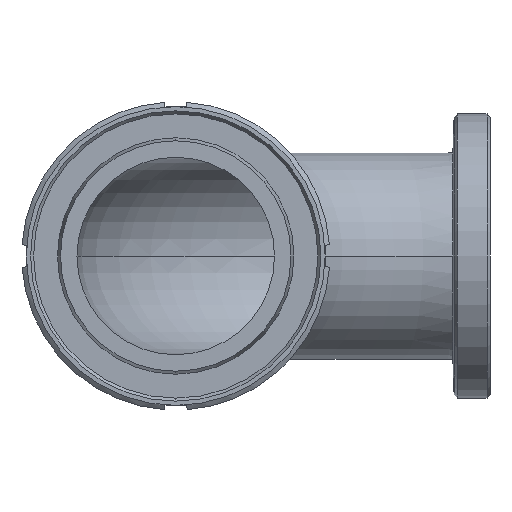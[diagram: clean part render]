
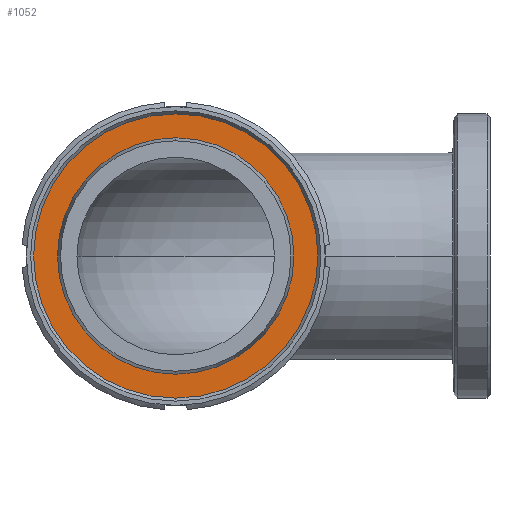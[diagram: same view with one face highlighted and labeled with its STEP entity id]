
A CAD part, front view. The second image highlights one B-rep face of the part: STEP entity #1052.
In plain terms, the highlighted planar face has unit normal (0, -1, 0).
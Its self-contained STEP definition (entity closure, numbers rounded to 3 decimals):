
#24 = DIRECTION ( 'NONE',  ( 0., -1., 0. ) ) ;
#41 = CARTESIAN_POINT ( 'NONE',  ( 0., 4.01, -48.5 ) ) ;
#43 = VERTEX_POINT ( 'NONE', #946 ) ;
#88 = AXIS2_PLACEMENT_3D ( 'NONE', #1720, #470, #1751 ) ;
#141 = VERTEX_POINT ( 'NONE', #1733 ) ;
#230 = FACE_BOUND ( 'NONE', #675, .T. ) ;
#243 = ORIENTED_EDGE ( 'NONE', *, *, #2012, .T. ) ;
#286 = ORIENTED_EDGE ( 'NONE', *, *, #2177, .F. ) ;
#306 = CARTESIAN_POINT ( 'NONE',  ( 0., 4.01, 34.52 ) ) ;
#384 = VERTEX_POINT ( 'NONE', #306 ) ;
#410 = CIRCLE ( 'NONE', #1413, 34.52 ) ;
#413 = CIRCLE ( 'NONE', #760, 48.5 ) ;
#427 = DIRECTION ( 'NONE',  ( 0., 0., 1. ) ) ;
#431 = DIRECTION ( 'NONE',  ( 0., 0., -1. ) ) ;
#470 = DIRECTION ( 'NONE',  ( 0., 1., 0. ) ) ;
#491 = ORIENTED_EDGE ( 'NONE', *, *, #1609, .F. ) ;
#582 = EDGE_LOOP ( 'NONE', ( #286, #491 ) ) ;
#604 = CARTESIAN_POINT ( 'NONE',  ( 0., 4.01, 0. ) ) ;
#622 = ORIENTED_EDGE ( 'NONE', *, *, #2395, .T. ) ;
#644 = CIRCLE ( 'NONE', #1878, 34.52 ) ;
#675 = EDGE_LOOP ( 'NONE', ( #622, #243 ) ) ;
#760 = AXIS2_PLACEMENT_3D ( 'NONE', #604, #1340, #427 ) ;
#774 = DIRECTION ( 'NONE',  ( 0., 1., 0. ) ) ;
#790 = PLANE ( 'NONE',  #1946 ) ;
#946 = CARTESIAN_POINT ( 'NONE',  ( 0., 4.01, -34.52 ) ) ;
#1052 = ADVANCED_FACE ( 'NONE', ( #230, #1673 ), #790, .T. ) ;
#1180 = DIRECTION ( 'NONE',  ( 0., 0., 1. ) ) ;
#1309 = DIRECTION ( 'NONE',  ( 0., 0., 1. ) ) ;
#1340 = DIRECTION ( 'NONE',  ( 0., 1., 0. ) ) ;
#1413 = AXIS2_PLACEMENT_3D ( 'NONE', #1695, #774, #1309 ) ;
#1532 = VERTEX_POINT ( 'NONE', #41 ) ;
#1609 = EDGE_CURVE ( 'NONE', #1532, #141, #1833, .T. ) ;
#1673 = FACE_OUTER_BOUND ( 'NONE', #582, .T. ) ;
#1695 = CARTESIAN_POINT ( 'NONE',  ( 0., 4.01, 0. ) ) ;
#1720 = CARTESIAN_POINT ( 'NONE',  ( 0., 4.01, 0. ) ) ;
#1733 = CARTESIAN_POINT ( 'NONE',  ( 0., 4.01, 48.5 ) ) ;
#1751 = DIRECTION ( 'NONE',  ( 0., 0., 1. ) ) ;
#1833 = CIRCLE ( 'NONE', #88, 48.5 ) ;
#1878 = AXIS2_PLACEMENT_3D ( 'NONE', #2080, #2102, #1180 ) ;
#1880 = CARTESIAN_POINT ( 'NONE',  ( -34.52, 4.01, 0. ) ) ;
#1946 = AXIS2_PLACEMENT_3D ( 'NONE', #1880, #24, #431 ) ;
#2012 = EDGE_CURVE ( 'NONE', #43, #384, #410, .T. ) ;
#2080 = CARTESIAN_POINT ( 'NONE',  ( 0., 4.01, 0. ) ) ;
#2102 = DIRECTION ( 'NONE',  ( 0., 1., 0. ) ) ;
#2177 = EDGE_CURVE ( 'NONE', #141, #1532, #413, .T. ) ;
#2395 = EDGE_CURVE ( 'NONE', #384, #43, #644, .T. ) ;
